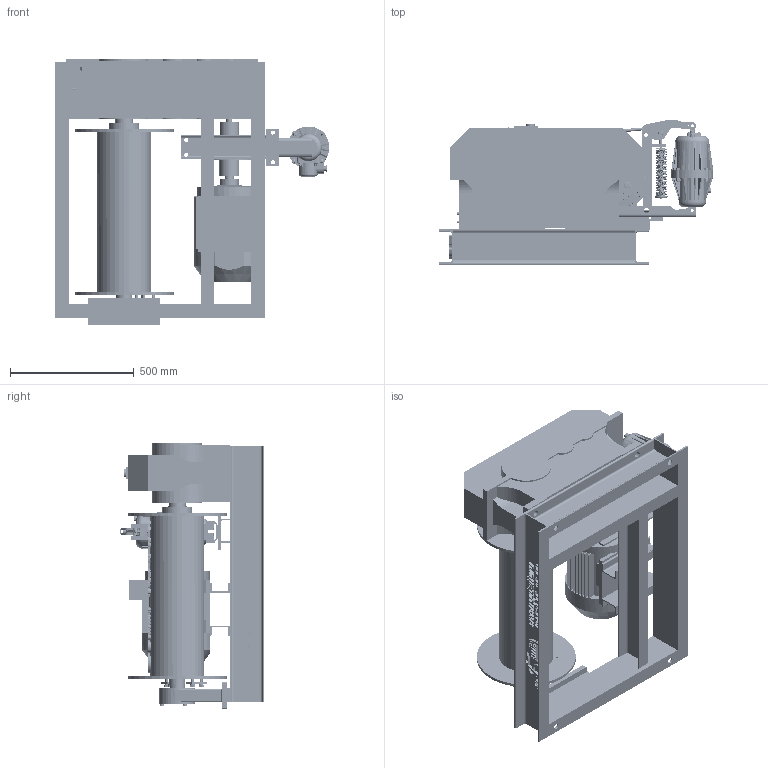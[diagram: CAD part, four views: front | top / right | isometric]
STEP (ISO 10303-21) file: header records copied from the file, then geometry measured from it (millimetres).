
FILE_DESCRIPTION(('STEP AP203'), '1');
FILE_NAME('ﾋﾌ-2 ﾖ3ﾓ-200', '', ('UNSPECIFIED'), ('UNSPECIFIED'), 'ASCON STEP Converter 1.6', 'ASCON Math Kernel', '');
FILE_SCHEMA(('CONFIG_CONTROL_DESIGN'));
Length unit declared in the file: millimetre
Products named in the file (1): 佮-2 00.00.000
Bounding box: 1108.83 x 584.47 x 1074 mm (x, y, z)
Volume: 103752897.1 mm3; surface area: 7583841.1 mm2
Topology: 61 solids, 61 shells, 9583 faces, 27049 edges, 17869 vertices
Faces by surface type: cylinder 4547, plane 3241, extrusion 1556, cone 159, torus 37, sphere 34, bspline 9
Full cylindrical faces by diameter (mm): 2.308 x1, 2.4 x3, 5.917 x2, 6.647 x10, 8.376 x1, 10 x22, 10.106 x11, 11 x3, 12 x25, 13 x4, 14 x18, 15 x4, 16 x1, 18 x9, 20 x68, 21 x2, 23 x1, 24 x8, 25 x1, 27 x24, 28 x6, 34.757 x1, 38 x1, 45 x1, 48 x2, 51 x1, 60 x2, 62 x1, 65 x4, 70 x1
Entity records: 450561 total; most frequent: CARTESIAN_POINT 129579, ORIENTED_EDGE 53040, DIRECTION 47335, EDGE_CURVE 26520, VERTEX_POINT 17811, AXIS2_PLACEMENT_3D 16320, VECTOR 14695, LINE 13139
